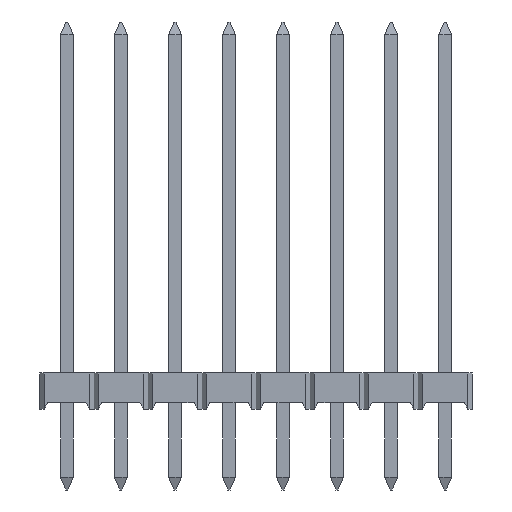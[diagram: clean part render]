
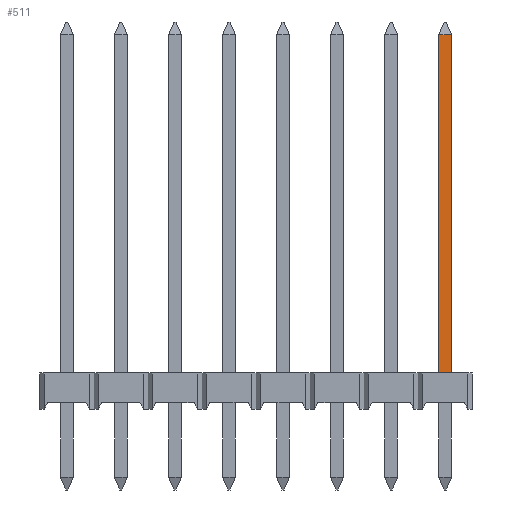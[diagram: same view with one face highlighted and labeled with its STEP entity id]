
A CAD part, front view. The second image highlights one B-rep face of the part: STEP entity #511.
In plain terms, the highlighted planar face has unit normal (0, -1, 0).
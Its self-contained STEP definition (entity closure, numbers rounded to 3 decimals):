
#336=CARTESIAN_POINT('',(17.48,-0.3,17.6));
#337=VERTEX_POINT('',#336);
#421=CARTESIAN_POINT('',(18.08,-0.3,17.6));
#422=VERTEX_POINT('',#421);
#446=CARTESIAN_POINT('',(18.08,-0.3,1.7));
#447=VERTEX_POINT('',#446);
#448=CARTESIAN_POINT('',(18.08,-0.3,1.7));
#449=DIRECTION('',(0.0,0.0,1.0));
#450=VECTOR('',#449,15.9);
#451=LINE('',#448,#450);
#452=EDGE_CURVE('',#447,#422,#451,.T.);
#477=CARTESIAN_POINT('',(17.48,-0.3,17.6));
#478=DIRECTION('',(1.0,0.0,0.0));
#479=VECTOR('',#478,0.6);
#480=LINE('',#477,#479);
#481=EDGE_CURVE('',#337,#422,#480,.T.);
#488=CARTESIAN_POINT('',(18.08,-0.3,1.7));
#489=DIRECTION('',(0.0,-1.0,0.0));
#490=DIRECTION('',(0.0,0.0,-1.0));
#491=AXIS2_PLACEMENT_3D('',#488,#489,#490);
#492=PLANE('',#491);
#493=ORIENTED_EDGE('',*,*,#481,.F.);
#494=CARTESIAN_POINT('',(17.48,-0.3,1.7));
#495=VERTEX_POINT('',#494);
#496=CARTESIAN_POINT('',(17.48,-0.3,1.7));
#497=DIRECTION('',(0.0,0.0,1.0));
#498=VECTOR('',#497,15.9);
#499=LINE('',#496,#498);
#500=EDGE_CURVE('',#495,#337,#499,.T.);
#501=ORIENTED_EDGE('',*,*,#500,.F.);
#502=CARTESIAN_POINT('',(18.08,-0.3,1.7));
#503=DIRECTION('',(-1.0,0.0,0.0));
#504=VECTOR('',#503,0.6);
#505=LINE('',#502,#504);
#506=EDGE_CURVE('',#447,#495,#505,.T.);
#507=ORIENTED_EDGE('',*,*,#506,.F.);
#508=ORIENTED_EDGE('',*,*,#452,.T.);
#509=EDGE_LOOP('',(#493,#501,#507,#508));
#510=FACE_OUTER_BOUND('',#509,.T.);
#511=ADVANCED_FACE('',(#510),#492,.T.);
